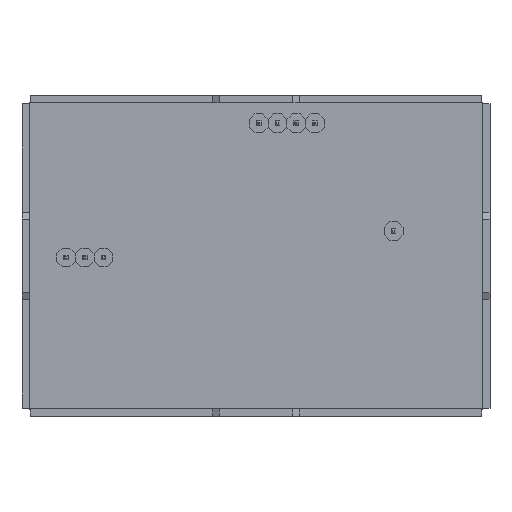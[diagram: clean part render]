
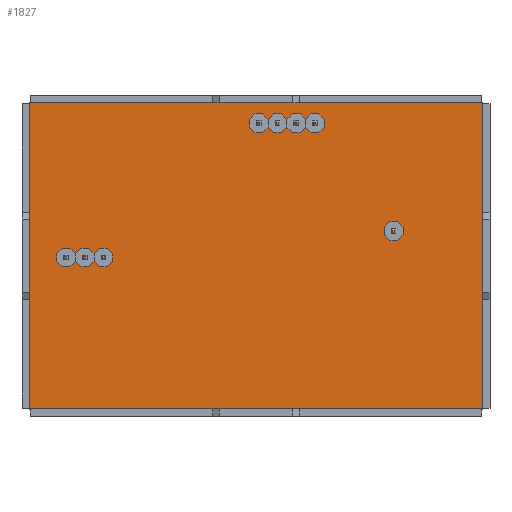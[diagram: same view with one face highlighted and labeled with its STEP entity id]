
A CAD part, top view. The second image highlights one B-rep face of the part: STEP entity #1827.
In plain terms, the highlighted planar face has unit normal (0, 0, 1).
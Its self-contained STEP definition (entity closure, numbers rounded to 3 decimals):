
#1827 = ADVANCED_FACE('',(#1828),#1862,.T.);
#1828 = FACE_BOUND('',#1829,.T.);
#1829 = EDGE_LOOP('',(#1830,#1840,#1848,#1856));
#1830 = ORIENTED_EDGE('',*,*,#1831,.T.);
#1831 = EDGE_CURVE('',#1832,#1834,#1836,.T.);
#1832 = VERTEX_POINT('',#1833);
#1833 = CARTESIAN_POINT('',(-30.75,20.75,16.));
#1834 = VERTEX_POINT('',#1835);
#1835 = CARTESIAN_POINT('',(-30.75,-20.75,16.));
#1836 = LINE('',#1837,#1838);
#1837 = CARTESIAN_POINT('',(-30.75,20.75,16.));
#1838 = VECTOR('',#1839,1.);
#1839 = DIRECTION('',(0.,-1.,0.));
#1840 = ORIENTED_EDGE('',*,*,#1841,.T.);
#1841 = EDGE_CURVE('',#1834,#1842,#1844,.T.);
#1842 = VERTEX_POINT('',#1843);
#1843 = CARTESIAN_POINT('',(30.75,-20.75,16.));
#1844 = LINE('',#1845,#1846);
#1845 = CARTESIAN_POINT('',(-30.75,-20.75,16.));
#1846 = VECTOR('',#1847,1.);
#1847 = DIRECTION('',(1.,0.,0.));
#1848 = ORIENTED_EDGE('',*,*,#1849,.F.);
#1849 = EDGE_CURVE('',#1850,#1842,#1852,.T.);
#1850 = VERTEX_POINT('',#1851);
#1851 = CARTESIAN_POINT('',(30.75,20.75,16.));
#1852 = LINE('',#1853,#1854);
#1853 = CARTESIAN_POINT('',(30.75,20.75,16.));
#1854 = VECTOR('',#1855,1.);
#1855 = DIRECTION('',(0.,-1.,0.));
#1856 = ORIENTED_EDGE('',*,*,#1857,.F.);
#1857 = EDGE_CURVE('',#1832,#1850,#1858,.T.);
#1858 = LINE('',#1859,#1860);
#1859 = CARTESIAN_POINT('',(-30.75,20.75,16.));
#1860 = VECTOR('',#1861,1.);
#1861 = DIRECTION('',(1.,0.,0.));
#1862 = PLANE('',#1863);
#1863 = AXIS2_PLACEMENT_3D('',#1864,#1865,#1866);
#1864 = CARTESIAN_POINT('',(-30.75,20.75,16.));
#1865 = DIRECTION('',(0.,0.,1.));
#1866 = DIRECTION('',(1.,0.,0.));
